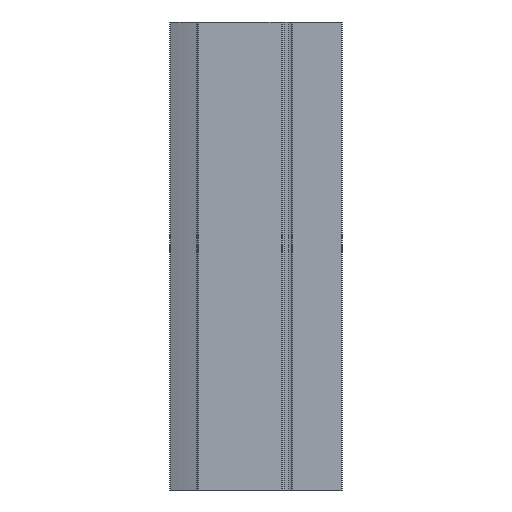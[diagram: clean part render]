
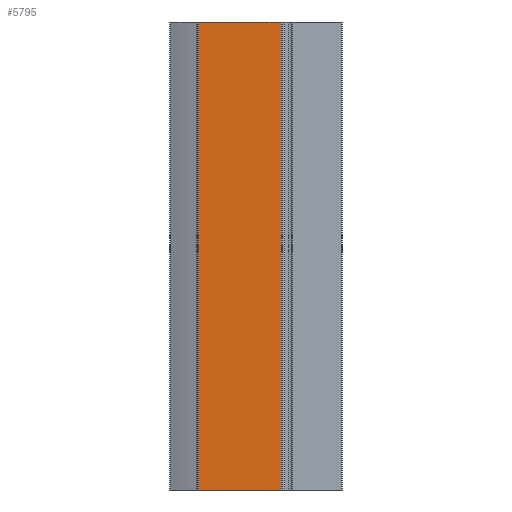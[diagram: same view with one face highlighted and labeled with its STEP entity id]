
A CAD part, front view. The second image highlights one B-rep face of the part: STEP entity #5795.
In plain terms, the highlighted planar face has unit normal (0, -1, 0).
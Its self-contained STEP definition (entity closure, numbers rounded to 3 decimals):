
#289=PLANE('',#6269);
#910=ORIENTED_EDGE('',*,*,#2390,.F.);
#911=ORIENTED_EDGE('',*,*,#2389,.F.);
#912=ORIENTED_EDGE('',*,*,#2391,.T.);
#913=ORIENTED_EDGE('',*,*,#2392,.T.);
#2389=EDGE_CURVE('',#3126,#3125,#3670,.T.);
#2390=EDGE_CURVE('',#3125,#3127,#3671,.T.);
#2391=EDGE_CURVE('',#3126,#3128,#3672,.T.);
#2392=EDGE_CURVE('',#3128,#3127,#3673,.T.);
#3125=VERTEX_POINT('',#9344);
#3126=VERTEX_POINT('',#9346);
#3127=VERTEX_POINT('',#9350);
#3128=VERTEX_POINT('',#9352);
#3670=LINE('',#9347,#4040);
#3671=LINE('',#9349,#4041);
#3672=LINE('',#9351,#4042);
#3673=LINE('',#9353,#4043);
#4040=VECTOR('',#7076,1000.);
#4041=VECTOR('',#7079,1000.);
#4042=VECTOR('',#7080,1000.);
#4043=VECTOR('',#7081,1000.);
#4420=EDGE_LOOP('',(#910,#911,#912,#913));
#5050=FACE_BOUND('',#4420,.T.);
#5795=ADVANCED_FACE('',(#5050),#289,.T.);
#6269=AXIS2_PLACEMENT_3D('',#9348,#7077,#7078);
#7076=DIRECTION('',(0.,0.,1.));
#7077=DIRECTION('',(0.,-1.,0.));
#7078=DIRECTION('',(0.,0.,-1.));
#7079=DIRECTION('',(1.,0.,0.));
#7080=DIRECTION('',(1.,0.,0.));
#7081=DIRECTION('',(0.,0.,1.));
#9344=CARTESIAN_POINT('',(-47.42,0.,0.));
#9346=CARTESIAN_POINT('',(-47.42,0.,-252.));
#9347=CARTESIAN_POINT('',(-47.42,0.,-252.));
#9348=CARTESIAN_POINT('',(-47.42,0.,-252.));
#9349=CARTESIAN_POINT('',(-47.42,0.,0.));
#9350=CARTESIAN_POINT('',(-3.,0.,0.));
#9351=CARTESIAN_POINT('',(-47.42,0.,-252.));
#9352=CARTESIAN_POINT('',(-3.,0.,-252.));
#9353=CARTESIAN_POINT('',(-3.,0.,-252.));
